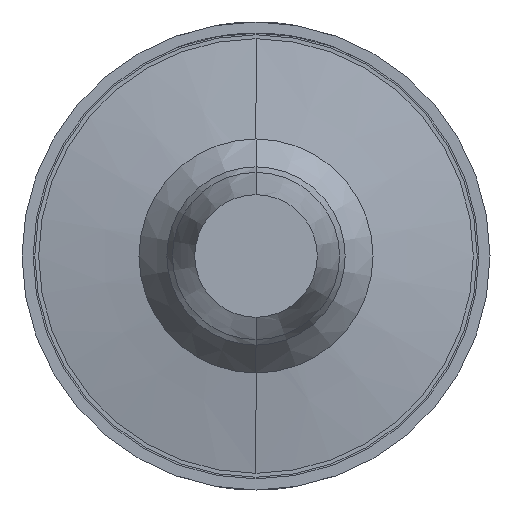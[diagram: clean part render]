
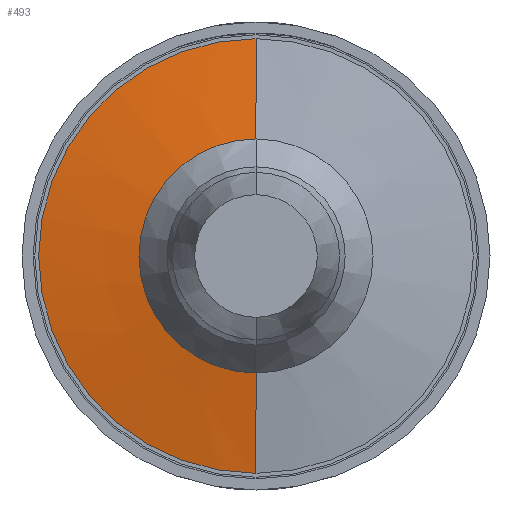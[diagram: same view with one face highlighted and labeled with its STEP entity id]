
A CAD part, front view. The second image highlights one B-rep face of the part: STEP entity #493.
In plain terms, the highlighted conical face has half-angle 80.134 degrees and reference radius 0.8 mm.
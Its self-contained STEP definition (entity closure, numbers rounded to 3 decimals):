
#441 = ORIENTED_EDGE ( 'NONE', *, *, #638, .T. ) ;
#493 = ADVANCED_FACE ( 'Defeature ausgef�hrt1_23', ( #6025 ), #3750, .T. ) ;
#610 = CARTESIAN_POINT ( 'NONE',  ( 0., -41.6, 0. ) ) ;
#638 = EDGE_CURVE ( 'NONE', #1652, #5672, #2204, .T. ) ;
#1001 = CIRCLE ( 'NONE', #3324, 0.8 ) ;
#1093 = CARTESIAN_POINT ( 'NONE',  ( 0., -41.6, 0. ) ) ;
#1139 = CARTESIAN_POINT ( 'NONE',  ( 0., -41.4, -1.95 ) ) ;
#1300 = DIRECTION ( 'NONE',  ( 0., 0., 1. ) ) ;
#1324 = EDGE_CURVE ( 'Defeature ausgef�hrt1_24+Defeature ausgef�hrt1_23+Defeature ausgef�hrt1_23+Defeature ausgef�hrt1_23', #1652, #4710, #1001, .T. ) ;
#1356 = LINE ( 'NONE', #5698, #6694 ) ;
#1492 = CARTESIAN_POINT ( 'NONE',  ( 0., -41.4, 1.95 ) ) ;
#1652 = VERTEX_POINT ( 'NONE', #4140 ) ;
#1830 = CARTESIAN_POINT ( 'NONE',  ( 0., -41.4, 0. ) ) ;
#2204 = LINE ( 'NONE', #4403, #3266 ) ;
#2262 = ORIENTED_EDGE ( 'NONE', *, *, #4920, .T. ) ;
#2648 = DIRECTION ( 'NONE',  ( 0., 0., 1. ) ) ;
#2663 = DIRECTION ( 'NONE',  ( 0., 0.171, -0.985 ) ) ;
#2886 = AXIS2_PLACEMENT_3D ( 'NONE', #610, #6336, #4292 ) ;
#3087 = EDGE_LOOP ( 'NONE', ( #5246, #441, #2262, #5036 ) ) ;
#3183 = CARTESIAN_POINT ( 'NONE',  ( 0., -41.6, -0.8 ) ) ;
#3266 = VECTOR ( 'NONE', #3307, 1000. ) ;
#3307 = DIRECTION ( 'NONE',  ( 0., 0.171, 0.985 ) ) ;
#3324 = AXIS2_PLACEMENT_3D ( 'NONE', #1093, #5241, #2648 ) ;
#3518 = VERTEX_POINT ( 'NONE', #1139 ) ;
#3750 = CONICAL_SURFACE ( 'NONE', #2886, 0.8, 1.399 ) ;
#3790 = CIRCLE ( 'NONE', #4598, 1.95 ) ;
#4140 = CARTESIAN_POINT ( 'NONE',  ( 0., -41.6, 0.8 ) ) ;
#4292 = DIRECTION ( 'NONE',  ( 0., 0., -1. ) ) ;
#4403 = CARTESIAN_POINT ( 'NONE',  ( 0., -41.6, 0.8 ) ) ;
#4413 = DIRECTION ( 'NONE',  ( 0., -1., 0. ) ) ;
#4598 = AXIS2_PLACEMENT_3D ( 'NONE', #1830, #4413, #1300 ) ;
#4710 = VERTEX_POINT ( 'NONE', #3183 ) ;
#4920 = EDGE_CURVE ( 'Defeature ausgef�hrt1_23+Defeature ausgef�hrt1_22+Defeature ausgef�hrt1_22+Defeature ausgef�hrt1_22', #5672, #3518, #3790, .T. ) ;
#5036 = ORIENTED_EDGE ( 'NONE', *, *, #6171, .F. ) ;
#5241 = DIRECTION ( 'NONE',  ( 0., -1., 0. ) ) ;
#5246 = ORIENTED_EDGE ( 'NONE', *, *, #1324, .F. ) ;
#5672 = VERTEX_POINT ( 'NONE', #1492 ) ;
#5698 = CARTESIAN_POINT ( 'NONE',  ( 0., -41.6, -0.8 ) ) ;
#6025 = FACE_OUTER_BOUND ( 'NONE', #3087, .T. ) ;
#6171 = EDGE_CURVE ( 'NONE', #4710, #3518, #1356, .T. ) ;
#6336 = DIRECTION ( 'NONE',  ( 0., 1., 0. ) ) ;
#6694 = VECTOR ( 'NONE', #2663, 1000. ) ;
